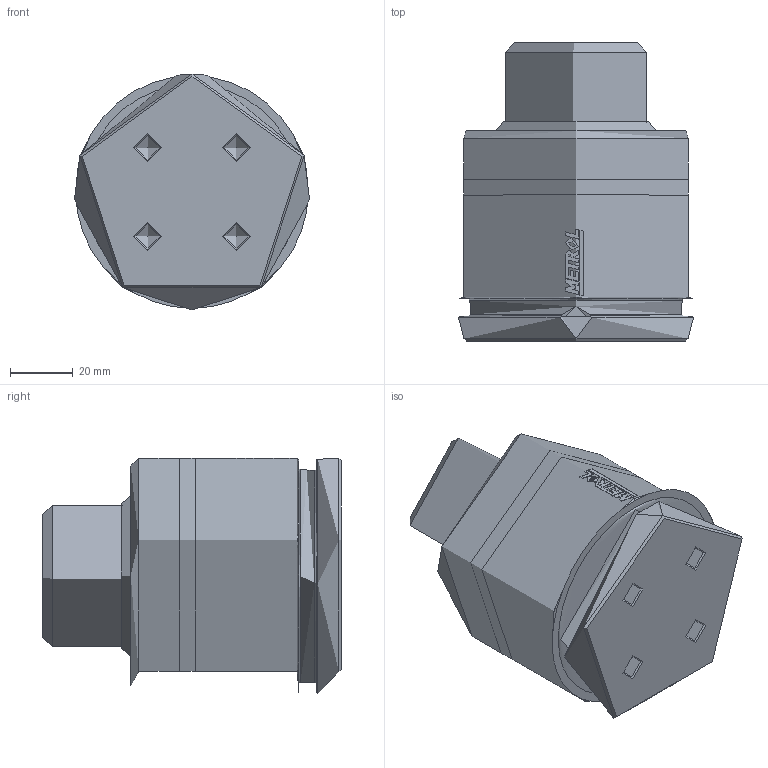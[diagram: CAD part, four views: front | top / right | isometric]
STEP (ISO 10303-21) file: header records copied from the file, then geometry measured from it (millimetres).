
FILE_DESCRIPTION (( 'STEP AP214' ), '1' );
FILE_NAME ('EX2400-025.step', '2019-03-12T08:04:19', ( '' ), ( '' ), 'SwSTEP 2.0', 'SolidWorks 2014', '' );
FILE_SCHEMA (( 'AUTOMOTIVE_DESIGN' ));
Length unit declared in the file: millimetre
Products named in the file (3): EX2400-025; EX-2400 Piston_EX-2500-025; EX-2400 Body_EX-2500-025
Assembly tree (2 placements, depth 2):
  EX2400-025
    EX-2400 Body_EX-2500-025
    EX-2400 Piston_EX-2500-025
Bounding box: 74.83 x 95 x 75.01 mm (x, y, z)
Volume: 251825.1 mm3; surface area: 51553.4 mm2
Topology: 7 solids, 7 shells, 124 faces, 282 edges, 181 vertices
Faces by surface type: bspline 41, plane 34, cylinder 28, cone 14, torus 7
Full cylindrical faces by diameter (mm): 8 x5, 10 x1, 45 x2, 57 x1, 57.1 x1, 60 x2, 60.9 x1, 61 x1, 67.5 x1, 75 x3
Entity records: 5675 total; most frequent: CARTESIAN_POINT 2430, ORIENTED_EDGE 480, DIRECTION 362, EDGE_CURVE 240, VERTEX_POINT 175, EDGE_LOOP 173, FACE_OUTER_BOUND 147, AXIS2_PLACEMENT_3D 139
